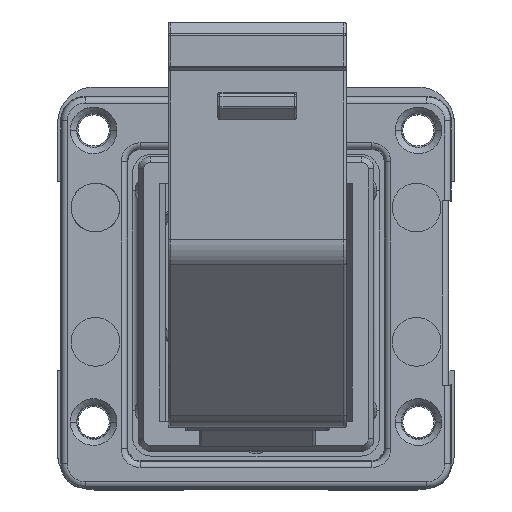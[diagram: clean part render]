
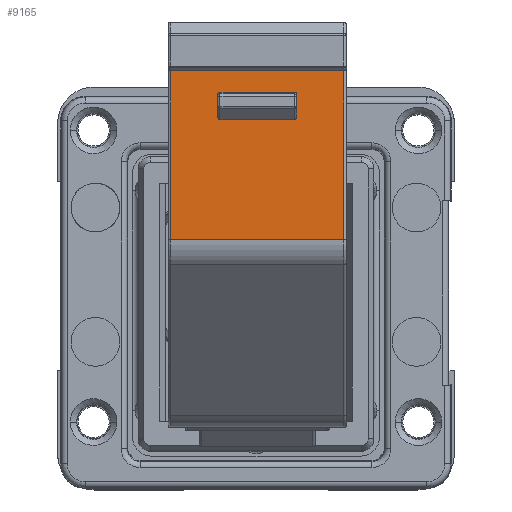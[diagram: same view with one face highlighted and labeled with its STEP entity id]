
A CAD part, top view. The second image highlights one B-rep face of the part: STEP entity #9165.
In plain terms, the highlighted planar face has unit normal (0, 0, 1).
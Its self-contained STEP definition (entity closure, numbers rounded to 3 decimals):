
#9050=AXIS2_PLACEMENT_3D('Plane Axis2P3D',#9047,#9048,#9049) ;
#7764=CARTESIAN_POINT('Vertex',(9.25,20.437,51.45)) ;
#7784=CARTESIAN_POINT('Line Origine',(9.25,83.634,51.45)) ;
#7788=CARTESIAN_POINT('Vertex',(9.25,34.27,51.45)) ;
#8696=CARTESIAN_POINT('Vertex',(23.45,34.27,51.45)) ;
#8719=CARTESIAN_POINT('Line Origine',(23.45,83.634,51.45)) ;
#8723=CARTESIAN_POINT('Vertex',(23.45,20.437,51.45)) ;
#9035=CARTESIAN_POINT('Line Origine',(16.442,20.437,51.45)) ;
#9047=CARTESIAN_POINT('Axis2P3D Location',(16.45,32.52,51.45)) ;
#9052=CARTESIAN_POINT('Line Origine',(16.35,34.27,51.45)) ;
#9064=CARTESIAN_POINT('Control Point',(13.3,30.27,51.45)) ;
#9065=CARTESIAN_POINT('Control Point',(13.278,30.27,51.45)) ;
#9066=CARTESIAN_POINT('Control Point',(13.257,30.274,51.45)) ;
#9067=CARTESIAN_POINT('Control Point',(13.238,30.282,51.45)) ;
#9068=CARTESIAN_POINT('Control Point',(13.197,30.306,51.45)) ;
#9069=CARTESIAN_POINT('Control Point',(13.166,30.34,51.45)) ;
#9070=CARTESIAN_POINT('Control Point',(13.149,30.363,51.45)) ;
#9071=CARTESIAN_POINT('Control Point',(13.124,30.411,51.45)) ;
#9072=CARTESIAN_POINT('Control Point',(13.108,30.466,51.45)) ;
#9073=CARTESIAN_POINT('Control Point',(13.103,30.494,51.45)) ;
#9074=CARTESIAN_POINT('Control Point',(13.1,30.523,51.45)) ;
#9075=CARTESIAN_POINT('Control Point',(13.1,30.553,51.45)) ;
#9076=CARTESIAN_POINT('Vertex',(13.3,30.27,51.45)) ;
#9078=CARTESIAN_POINT('Vertex',(13.1,30.553,51.45)) ;
#9081=CARTESIAN_POINT('Line Origine',(13.1,31.435,51.45)) ;
#9085=CARTESIAN_POINT('Vertex',(13.1,32.317,51.45)) ;
#9089=CARTESIAN_POINT('Control Point',(13.1,32.317,51.45)) ;
#9090=CARTESIAN_POINT('Control Point',(13.1,32.345,51.45)) ;
#9091=CARTESIAN_POINT('Control Point',(13.104,32.372,51.45)) ;
#9092=CARTESIAN_POINT('Control Point',(13.114,32.397,51.45)) ;
#9093=CARTESIAN_POINT('Control Point',(13.136,32.44,51.45)) ;
#9094=CARTESIAN_POINT('Control Point',(13.17,32.473,51.45)) ;
#9095=CARTESIAN_POINT('Control Point',(13.188,32.488,51.45)) ;
#9096=CARTESIAN_POINT('Control Point',(13.22,32.506,51.45)) ;
#9097=CARTESIAN_POINT('Control Point',(13.257,32.516,51.45)) ;
#9098=CARTESIAN_POINT('Control Point',(13.271,32.519,51.45)) ;
#9099=CARTESIAN_POINT('Control Point',(13.285,32.52,51.45)) ;
#9100=CARTESIAN_POINT('Control Point',(13.3,32.52,51.45)) ;
#9101=CARTESIAN_POINT('Vertex',(13.3,32.52,51.45)) ;
#9104=CARTESIAN_POINT('Line Origine',(16.35,32.52,51.45)) ;
#9108=CARTESIAN_POINT('Vertex',(19.4,32.52,51.45)) ;
#9112=CARTESIAN_POINT('Control Point',(19.4,32.52,51.45)) ;
#9113=CARTESIAN_POINT('Control Point',(19.428,32.52,51.45)) ;
#9114=CARTESIAN_POINT('Control Point',(19.455,32.515,51.45)) ;
#9115=CARTESIAN_POINT('Control Point',(19.48,32.506,51.45)) ;
#9116=CARTESIAN_POINT('Control Point',(19.512,32.488,51.45)) ;
#9117=CARTESIAN_POINT('Control Point',(19.538,32.465,51.45)) ;
#9118=CARTESIAN_POINT('Control Point',(19.546,32.456,51.45)) ;
#9119=CARTESIAN_POINT('Control Point',(19.569,32.429,51.45)) ;
#9120=CARTESIAN_POINT('Control Point',(19.586,32.397,51.45)) ;
#9121=CARTESIAN_POINT('Control Point',(19.596,32.372,51.45)) ;
#9122=CARTESIAN_POINT('Control Point',(19.6,32.345,51.45)) ;
#9123=CARTESIAN_POINT('Control Point',(19.6,32.317,51.45)) ;
#9124=CARTESIAN_POINT('Vertex',(19.6,32.317,51.45)) ;
#9127=CARTESIAN_POINT('Line Origine',(19.6,31.435,51.45)) ;
#9131=CARTESIAN_POINT('Vertex',(19.6,30.553,51.45)) ;
#9135=CARTESIAN_POINT('Control Point',(19.6,30.553,51.45)) ;
#9136=CARTESIAN_POINT('Control Point',(19.6,30.518,51.45)) ;
#9137=CARTESIAN_POINT('Control Point',(19.596,30.484,51.45)) ;
#9138=CARTESIAN_POINT('Control Point',(19.589,30.452,51.45)) ;
#9139=CARTESIAN_POINT('Control Point',(19.57,30.394,51.45)) ;
#9140=CARTESIAN_POINT('Control Point',(19.538,30.345,51.45)) ;
#9141=CARTESIAN_POINT('Control Point',(19.52,30.323,51.45)) ;
#9142=CARTESIAN_POINT('Control Point',(19.489,30.295,51.45)) ;
#9143=CARTESIAN_POINT('Control Point',(19.449,30.277,51.45)) ;
#9144=CARTESIAN_POINT('Control Point',(19.433,30.272,51.45)) ;
#9145=CARTESIAN_POINT('Control Point',(19.417,30.27,51.45)) ;
#9146=CARTESIAN_POINT('Control Point',(19.4,30.27,51.45)) ;
#9147=CARTESIAN_POINT('Vertex',(19.4,30.27,51.45)) ;
#9150=CARTESIAN_POINT('Line Origine',(16.35,30.27,51.45)) ;
#7785=DIRECTION('Vector Direction',(0.,-1.,0.)) ;
#8720=DIRECTION('Vector Direction',(0.,-1.,0.)) ;
#9036=DIRECTION('Vector Direction',(1.,0.,0.)) ;
#9048=DIRECTION('Axis2P3D Direction',(0.,0.,1.)) ;
#9049=DIRECTION('Axis2P3D XDirection',(0.,1.,0.)) ;
#9053=DIRECTION('Vector Direction',(-1.,0.,0.)) ;
#9082=DIRECTION('Vector Direction',(0.,1.,0.)) ;
#9105=DIRECTION('Vector Direction',(1.,0.,0.)) ;
#9128=DIRECTION('Vector Direction',(0.,1.,0.)) ;
#9151=DIRECTION('Vector Direction',(-1.,0.,0.)) ;
#7786=VECTOR('Line Direction',#7785,1.) ;
#8721=VECTOR('Line Direction',#8720,1.) ;
#9037=VECTOR('Line Direction',#9036,1.) ;
#9054=VECTOR('Line Direction',#9053,1.) ;
#9083=VECTOR('Line Direction',#9082,1.) ;
#9106=VECTOR('Line Direction',#9105,1.) ;
#9129=VECTOR('Line Direction',#9128,1.) ;
#9152=VECTOR('Line Direction',#9151,1.) ;
#9058=ORIENTED_EDGE('',*,*,#9039,.F.) ;
#9059=ORIENTED_EDGE('',*,*,#8725,.F.) ;
#9060=ORIENTED_EDGE('',*,*,#9056,.T.) ;
#9061=ORIENTED_EDGE('',*,*,#7790,.T.) ;
#9156=ORIENTED_EDGE('',*,*,#9080,.T.) ;
#9157=ORIENTED_EDGE('',*,*,#9087,.T.) ;
#9158=ORIENTED_EDGE('',*,*,#9103,.T.) ;
#9159=ORIENTED_EDGE('',*,*,#9110,.T.) ;
#9160=ORIENTED_EDGE('',*,*,#9126,.T.) ;
#9161=ORIENTED_EDGE('',*,*,#9133,.F.) ;
#9162=ORIENTED_EDGE('',*,*,#9149,.T.) ;
#9163=ORIENTED_EDGE('',*,*,#9154,.T.) ;
#9164=FACE_BOUND('',#9155,.T.) ;
#9165=ADVANCED_FACE('Hauptk\X2\00F6\X0\rper',(#9062,#9164),#9051,.T.) ;
#9063=B_SPLINE_CURVE_WITH_KNOTS('',5,(#9064,#9065,#9066,#9067,#9068,#9069,#9070,#9071,#9072,#9073,#9074,#9075),.UNSPECIFIED.,.F.,.U.,(6,3,3,6),(0.,0.141,0.348,0.539),.UNSPECIFIED.) ;
#9088=B_SPLINE_CURVE_WITH_KNOTS('',5,(#9089,#9090,#9091,#9092,#9093,#9094,#9095,#9096,#9097,#9098,#9099,#9100),.UNSPECIFIED.,.F.,.U.,(6,3,3,6),(0.,0.18,0.352,0.446),.UNSPECIFIED.) ;
#9111=B_SPLINE_CURVE_WITH_KNOTS('',5,(#9112,#9113,#9114,#9115,#9116,#9117,#9118,#9119,#9120,#9121,#9122,#9123),.UNSPECIFIED.,.F.,.U.,(6,3,3,6),(0.,0.18,0.265,0.446),.UNSPECIFIED.) ;
#9134=B_SPLINE_CURVE_WITH_KNOTS('',5,(#9135,#9136,#9137,#9138,#9139,#9140,#9141,#9142,#9143,#9144,#9145,#9146),.UNSPECIFIED.,.F.,.U.,(6,3,3,6),(0.,0.223,0.429,0.539),.UNSPECIFIED.) ;
#7790=EDGE_CURVE('',#7789,#7765,#7787,.T.) ;
#8725=EDGE_CURVE('',#8697,#8724,#8722,.T.) ;
#9039=EDGE_CURVE('',#8724,#7765,#9038,.F.) ;
#9056=EDGE_CURVE('',#8697,#7789,#9055,.T.) ;
#9080=EDGE_CURVE('',#9077,#9079,#9063,.T.) ;
#9087=EDGE_CURVE('',#9079,#9086,#9084,.T.) ;
#9103=EDGE_CURVE('',#9086,#9102,#9088,.T.) ;
#9110=EDGE_CURVE('',#9102,#9109,#9107,.T.) ;
#9126=EDGE_CURVE('',#9109,#9125,#9111,.T.) ;
#9133=EDGE_CURVE('',#9132,#9125,#9130,.T.) ;
#9149=EDGE_CURVE('',#9132,#9148,#9134,.T.) ;
#9154=EDGE_CURVE('',#9148,#9077,#9153,.T.) ;
#9057=EDGE_LOOP('',(#9058,#9059,#9060,#9061)) ;
#9155=EDGE_LOOP('',(#9156,#9157,#9158,#9159,#9160,#9161,#9162,#9163)) ;
#9062=FACE_OUTER_BOUND('',#9057,.T.) ;
#7787=LINE('Line',#7784,#7786) ;
#8722=LINE('Line',#8719,#8721) ;
#9038=LINE('Line',#9035,#9037) ;
#9055=LINE('Line',#9052,#9054) ;
#9084=LINE('Line',#9081,#9083) ;
#9107=LINE('Line',#9104,#9106) ;
#9130=LINE('Line',#9127,#9129) ;
#9153=LINE('Line',#9150,#9152) ;
#9051=PLANE('',#9050) ;
#7765=VERTEX_POINT('',#7764) ;
#7789=VERTEX_POINT('',#7788) ;
#8697=VERTEX_POINT('',#8696) ;
#8724=VERTEX_POINT('',#8723) ;
#9077=VERTEX_POINT('',#9076) ;
#9079=VERTEX_POINT('',#9078) ;
#9086=VERTEX_POINT('',#9085) ;
#9102=VERTEX_POINT('',#9101) ;
#9109=VERTEX_POINT('',#9108) ;
#9125=VERTEX_POINT('',#9124) ;
#9132=VERTEX_POINT('',#9131) ;
#9148=VERTEX_POINT('',#9147) ;
